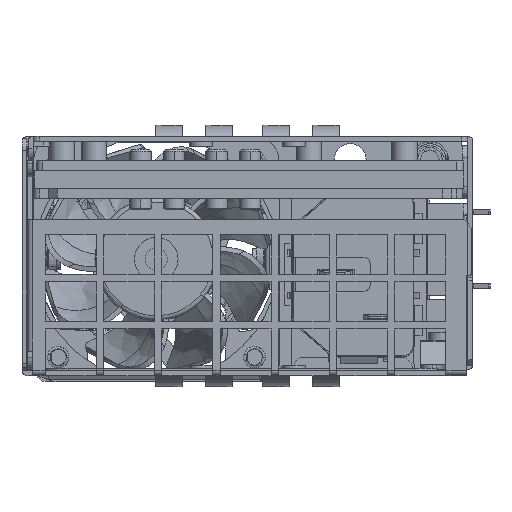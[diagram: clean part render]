
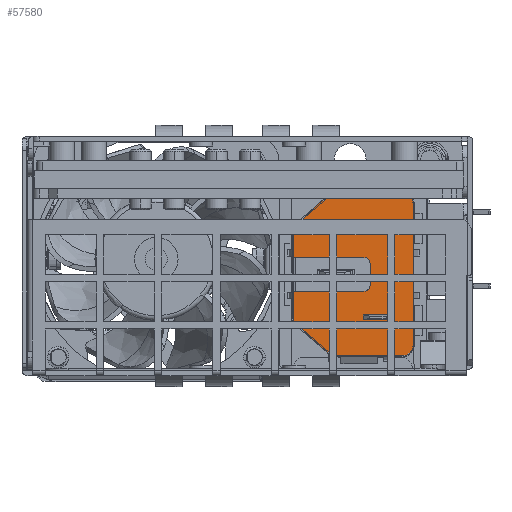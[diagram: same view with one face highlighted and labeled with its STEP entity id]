
A CAD part, front view. The second image highlights one B-rep face of the part: STEP entity #57580.
In plain terms, the highlighted planar face has unit normal (0, -1, 0).
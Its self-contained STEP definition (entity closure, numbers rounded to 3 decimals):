
#55675=DIRECTION('',(-1.,0.,0.));
#55676=VECTOR('',#55675,4.75);
#55677=CARTESIAN_POINT('',(14.875,134.025,-13.4));
#55678=LINE('',#55677,#55676);
#55741=DIRECTION('',(0.,0.,1.));
#55742=VECTOR('',#55741,0.8);
#55743=CARTESIAN_POINT('',(10.125,134.025,-13.4));
#55744=LINE('',#55743,#55742);
#55745=DIRECTION('',(-0.722,0.,-0.692));
#55746=VECTOR('',#55745,8.3);
#55747=CARTESIAN_POINT('',(26.25,134.025,-27.504));
#55748=LINE('',#55747,#55746);
#55749=CARTESIAN_POINT('',(8.25,134.025,-31.75));
#55750=DIRECTION('',(0.,1.,0.));
#55751=DIRECTION('',(0.,0.,-1.));
#55752=AXIS2_PLACEMENT_3D('',#55749,#55750,#55751);
#55754=DIRECTION('',(0.,0.,1.));
#55755=VECTOR('',#55754,23.5);
#55756=CARTESIAN_POINT('',(6.75,134.025,-31.75));
#55757=LINE('',#55756,#55755);
#55758=CARTESIAN_POINT('',(8.25,134.025,-8.25));
#55759=DIRECTION('',(0.,1.,0.));
#55760=DIRECTION('',(-1.,0.,0.));
#55761=AXIS2_PLACEMENT_3D('',#55758,#55759,#55760);
#55763=DIRECTION('',(0.722,0.,-0.692));
#55764=VECTOR('',#55763,8.3);
#55765=CARTESIAN_POINT('',(20.26,134.025,
-6.75));
#55766=LINE('',#55765,#55764);
#55771=DIRECTION('',(0.,0.,1.));
#55772=VECTOR('',#55771,15.009);
#55773=CARTESIAN_POINT('',(26.25,134.025,-27.504));
#55774=LINE('',#55773,#55772);
#56415=DIRECTION('',(-1.,0.,0.));
#56416=VECTOR('',#56415,12.01);
#56417=CARTESIAN_POINT('',(20.26,134.025,
-6.75));
#56418=LINE('',#56417,#56416);
#56467=DIRECTION('',(1.,0.,0.));
#56468=VECTOR('',#56467,12.01);
#56469=CARTESIAN_POINT('',(8.25,134.025,-33.25));
#56470=LINE('',#56469,#56468);
#56695=DIRECTION('',(0.,0.,-1.));
#56696=VECTOR('',#56695,0.8);
#56697=CARTESIAN_POINT('',(14.875,134.025,-12.6));
#56698=LINE('',#56697,#56696);
#56703=DIRECTION('',(1.,0.,0.));
#56704=VECTOR('',#56703,4.75);
#56705=CARTESIAN_POINT('',(10.125,134.025,-12.6));
#56706=LINE('',#56705,#56704);
#56721=DIRECTION('',(1.,0.,0.));
#56722=VECTOR('',#56721,11.);
#56723=CARTESIAN_POINT('',(14.05,134.025,-17.5));
#56724=LINE('',#56723,#56722);
#56729=DIRECTION('',(0.,0.,-1.));
#56730=VECTOR('',#56729,5.);
#56731=CARTESIAN_POINT('',(25.05,134.025,-17.5));
#56732=LINE('',#56731,#56730);
#56737=DIRECTION('',(-1.,0.,0.));
#56738=VECTOR('',#56737,11.);
#56739=CARTESIAN_POINT('',(25.05,134.025,-22.5));
#56740=LINE('',#56739,#56738);
#56745=DIRECTION('',(0.,0.,1.));
#56746=VECTOR('',#56745,5.);
#56747=CARTESIAN_POINT('',(14.05,134.025,-22.5));
#56748=LINE('',#56747,#56746);
#56901=DIRECTION('',(0.,0.,1.));
#56902=VECTOR('',#56901,0.8);
#56903=CARTESIAN_POINT('',(10.125,134.025,-27.4));
#56904=LINE('',#56903,#56902);
#56925=DIRECTION('',(1.,0.,0.));
#56926=VECTOR('',#56925,4.75);
#56927=CARTESIAN_POINT('',(10.125,134.025,-26.6));
#56928=LINE('',#56927,#56926);
#56943=DIRECTION('',(0.,0.,-1.));
#56944=VECTOR('',#56943,0.8);
#56945=CARTESIAN_POINT('',(14.875,134.025,-26.6));
#56946=LINE('',#56945,#56944);
#56967=DIRECTION('',(-1.,0.,0.));
#56968=VECTOR('',#56967,4.75);
#56969=CARTESIAN_POINT('',(14.875,134.025,-27.4));
#56970=LINE('',#56969,#56968);
#57017=CARTESIAN_POINT('',(14.875,134.025,-13.4));
#57018=VERTEX_POINT('',#57017);
#57019=CARTESIAN_POINT('',(10.125,134.025,-13.4));
#57020=VERTEX_POINT('',#57019);
#57033=CARTESIAN_POINT('',(10.125,134.025,-12.6));
#57034=VERTEX_POINT('',#57033);
#57035=CARTESIAN_POINT('',(26.25,134.025,-27.504));
#57036=CARTESIAN_POINT('',(26.25,134.025,-12.496));
#57037=VERTEX_POINT('',#57035);
#57038=VERTEX_POINT('',#57036);
#57039=CARTESIAN_POINT('',(20.26,134.025,-33.25));
#57040=VERTEX_POINT('',#57039);
#57041=CARTESIAN_POINT('',(8.25,134.025,-33.25));
#57042=VERTEX_POINT('',#57041);
#57043=CARTESIAN_POINT('',(6.75,134.025,-31.75));
#57044=VERTEX_POINT('',#57043);
#57045=CARTESIAN_POINT('',(6.75,134.025,-8.25));
#57046=VERTEX_POINT('',#57045);
#57047=CARTESIAN_POINT('',(8.25,134.025,-6.75));
#57048=VERTEX_POINT('',#57047);
#57049=CARTESIAN_POINT('',(20.26,134.025,
-6.75));
#57050=VERTEX_POINT('',#57049);
#57051=CARTESIAN_POINT('',(14.875,134.025,-12.6));
#57052=VERTEX_POINT('',#57051);
#57053=CARTESIAN_POINT('',(14.05,134.025,-17.5));
#57054=CARTESIAN_POINT('',(25.05,134.025,-17.5));
#57055=VERTEX_POINT('',#57053);
#57056=VERTEX_POINT('',#57054);
#57057=CARTESIAN_POINT('',(14.05,134.025,-22.5));
#57058=VERTEX_POINT('',#57057);
#57059=CARTESIAN_POINT('',(25.05,134.025,-22.5));
#57060=VERTEX_POINT('',#57059);
#57061=CARTESIAN_POINT('',(10.125,134.025,-27.4));
#57062=CARTESIAN_POINT('',(10.125,134.025,-26.6));
#57063=VERTEX_POINT('',#57061);
#57064=VERTEX_POINT('',#57062);
#57065=CARTESIAN_POINT('',(14.875,134.025,-27.4));
#57066=VERTEX_POINT('',#57065);
#57067=CARTESIAN_POINT('',(14.875,134.025,-26.6));
#57068=VERTEX_POINT('',#57067);
#57529=CARTESIAN_POINT('',(0.,134.025,0.));
#57530=DIRECTION('',(0.,-1.,0.));
#57531=DIRECTION('',(1.,0.,0.));
#57532=AXIS2_PLACEMENT_3D('',#57529,#57530,#57531);
#57533=PLANE('',#57532);
#57535=ORIENTED_EDGE('',*,*,#57534,.F.);
#57537=ORIENTED_EDGE('',*,*,#57536,.T.);
#57539=ORIENTED_EDGE('',*,*,#57538,.F.);
#57541=ORIENTED_EDGE('',*,*,#57540,.T.);
#57543=ORIENTED_EDGE('',*,*,#57542,.T.);
#57545=ORIENTED_EDGE('',*,*,#57544,.T.);
#57547=ORIENTED_EDGE('',*,*,#57546,.F.);
#57549=ORIENTED_EDGE('',*,*,#57548,.T.);
#57550=EDGE_LOOP('',(#57535,#57537,#57539,#57541,#57543,#57545,#57547,#57549));
#57551=FACE_OUTER_BOUND('',#57550,.F.);
#57552=ORIENTED_EDGE('',*,*,#57522,.F.);
#57553=ORIENTED_EDGE('',*,*,#57432,.F.);
#57555=ORIENTED_EDGE('',*,*,#57554,.F.);
#57557=ORIENTED_EDGE('',*,*,#57556,.F.);
#57558=EDGE_LOOP('',(#57552,#57553,#57555,#57557));
#57559=FACE_BOUND('',#57558,.F.);
#57561=ORIENTED_EDGE('',*,*,#57560,.F.);
#57563=ORIENTED_EDGE('',*,*,#57562,.F.);
#57565=ORIENTED_EDGE('',*,*,#57564,.F.);
#57567=ORIENTED_EDGE('',*,*,#57566,.F.);
#57568=EDGE_LOOP('',(#57561,#57563,#57565,#57567));
#57569=FACE_BOUND('',#57568,.F.);
#57571=ORIENTED_EDGE('',*,*,#57570,.F.);
#57573=ORIENTED_EDGE('',*,*,#57572,.F.);
#57575=ORIENTED_EDGE('',*,*,#57574,.F.);
#57577=ORIENTED_EDGE('',*,*,#57576,.F.);
#57578=EDGE_LOOP('',(#57571,#57573,#57575,#57577));
#57579=FACE_BOUND('',#57578,.F.);
#55753=CIRCLE('',#55752,1.5);
#55762=CIRCLE('',#55761,1.5);
#57432=EDGE_CURVE('',#57018,#57020,#55678,.T.);
#57522=EDGE_CURVE('',#57020,#57034,#55744,.T.);
#57534=EDGE_CURVE('',#57037,#57038,#55774,.T.);
#57536=EDGE_CURVE('',#57037,#57040,#55748,.T.);
#57538=EDGE_CURVE('',#57042,#57040,#56470,.T.);
#57540=EDGE_CURVE('',#57042,#57044,#55753,.T.);
#57542=EDGE_CURVE('',#57044,#57046,#55757,.T.);
#57544=EDGE_CURVE('',#57046,#57048,#55762,.T.);
#57546=EDGE_CURVE('',#57050,#57048,#56418,.T.);
#57548=EDGE_CURVE('',#57050,#57038,#55766,.T.);
#57554=EDGE_CURVE('',#57052,#57018,#56698,.T.);
#57556=EDGE_CURVE('',#57034,#57052,#56706,.T.);
#57560=EDGE_CURVE('',#57055,#57056,#56724,.T.);
#57562=EDGE_CURVE('',#57058,#57055,#56748,.T.);
#57564=EDGE_CURVE('',#57060,#57058,#56740,.T.);
#57566=EDGE_CURVE('',#57056,#57060,#56732,.T.);
#57570=EDGE_CURVE('',#57063,#57064,#56904,.T.);
#57572=EDGE_CURVE('',#57066,#57063,#56970,.T.);
#57574=EDGE_CURVE('',#57068,#57066,#56946,.T.);
#57576=EDGE_CURVE('',#57064,#57068,#56928,.T.);
#57580=ADVANCED_FACE('',(#57551,#57559,#57569,#57579),#57533,.T.);
